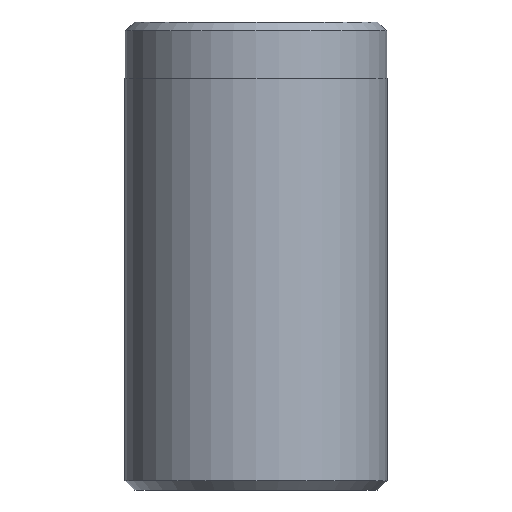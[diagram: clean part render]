
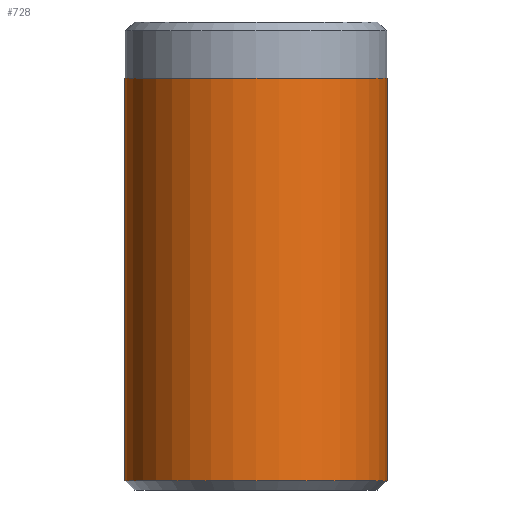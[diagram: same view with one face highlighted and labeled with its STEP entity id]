
A CAD part, front view. The second image highlights one B-rep face of the part: STEP entity #728.
In plain terms, the highlighted cylindrical face has radius 7 mm (diameter 14 mm), a partial arc.
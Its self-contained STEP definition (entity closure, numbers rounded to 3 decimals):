
#16 = EDGE_LOOP ( 'NONE', ( #797, #755, #253, #1633 ) ) ;
#22 = DIRECTION ( 'NONE',  ( -1., 0., 0. ) ) ;
#38 = VECTOR ( 'NONE', #1434, 1000. ) ;
#247 = EDGE_CURVE ( 'NONE', #941, #1220, #781, .T. ) ;
#253 = ORIENTED_EDGE ( 'NONE', *, *, #805, .T. ) ;
#271 = DIRECTION ( 'NONE',  ( 1., 0., 0. ) ) ;
#281 = DIRECTION ( 'NONE',  ( 0., 0., 1. ) ) ;
#290 = CARTESIAN_POINT ( 'NONE',  ( 0., 0., 0.5 ) ) ;
#310 = CARTESIAN_POINT ( 'NONE',  ( 7., 0., 0.5 ) ) ;
#334 = DIRECTION ( 'NONE',  ( 0., 0., -1. ) ) ;
#345 = CARTESIAN_POINT ( 'NONE',  ( -7., 0., 0.5 ) ) ;
#395 = AXIS2_PLACEMENT_3D ( 'NONE', #1545, #756, #1666 ) ;
#435 = AXIS2_PLACEMENT_3D ( 'NONE', #290, #281, #271 ) ;
#529 = DIRECTION ( 'NONE',  ( 0., 0., -1. ) ) ;
#545 = EDGE_CURVE ( 'NONE', #562, #1220, #1324, .T. ) ;
#553 = CIRCLE ( 'NONE', #395, 7. ) ;
#562 = VERTEX_POINT ( 'NONE', #345 ) ;
#571 = CARTESIAN_POINT ( 'NONE',  ( 0., 0., 25. ) ) ;
#687 = CYLINDRICAL_SURFACE ( 'NONE', #1471, 7. ) ;
#716 = VERTEX_POINT ( 'NONE', #960 ) ;
#728 = ADVANCED_FACE ( 'NONE', ( #729 ), #687, .T. ) ;
#729 = FACE_OUTER_BOUND ( 'NONE', #16, .T. ) ;
#755 = ORIENTED_EDGE ( 'NONE', *, *, #1414, .F. ) ;
#756 = DIRECTION ( 'NONE',  ( 0., 0., 1. ) ) ;
#781 = LINE ( 'NONE', #1452, #38 ) ;
#797 = ORIENTED_EDGE ( 'NONE', *, *, #247, .F. ) ;
#805 = EDGE_CURVE ( 'NONE', #716, #562, #1342, .T. ) ;
#941 = VERTEX_POINT ( 'NONE', #1306 ) ;
#960 = CARTESIAN_POINT ( 'NONE',  ( -7., 0., 22. ) ) ;
#1220 = VERTEX_POINT ( 'NONE', #310 ) ;
#1306 = CARTESIAN_POINT ( 'NONE',  ( 7., 0., 22. ) ) ;
#1324 = CIRCLE ( 'NONE', #435, 7. ) ;
#1342 = LINE ( 'NONE', #1546, #1654 ) ;
#1414 = EDGE_CURVE ( 'NONE', #716, #941, #553, .T. ) ;
#1434 = DIRECTION ( 'NONE',  ( 0., 0., -1. ) ) ;
#1452 = CARTESIAN_POINT ( 'NONE',  ( 7., 0., 25. ) ) ;
#1471 = AXIS2_PLACEMENT_3D ( 'NONE', #571, #529, #22 ) ;
#1545 = CARTESIAN_POINT ( 'NONE',  ( 0., 0., 22. ) ) ;
#1546 = CARTESIAN_POINT ( 'NONE',  ( -7., 0., 25. ) ) ;
#1633 = ORIENTED_EDGE ( 'NONE', *, *, #545, .T. ) ;
#1654 = VECTOR ( 'NONE', #334, 1000. ) ;
#1666 = DIRECTION ( 'NONE',  ( 1., 0., 0. ) ) ;
